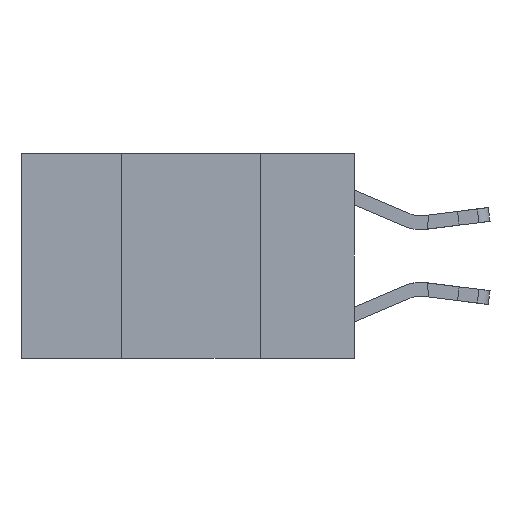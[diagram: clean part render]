
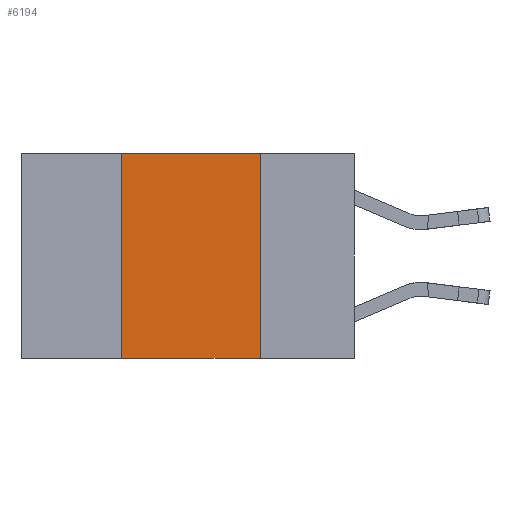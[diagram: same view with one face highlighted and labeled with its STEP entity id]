
A CAD part, left-side view. The second image highlights one B-rep face of the part: STEP entity #6194.
In plain terms, the highlighted planar face has unit normal (-1, 0, 0).
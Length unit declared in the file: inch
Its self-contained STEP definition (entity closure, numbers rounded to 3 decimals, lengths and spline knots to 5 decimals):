
#588 = CARTESIAN_POINT ( 'NONE',  ( 0., 0.42, 0. ) ) ;
#1214 = ORIENTED_EDGE ( 'NONE', *, *, #2761, .F. ) ;
#1280 = LINE ( 'NONE', #10945, #13176 ) ;
#2011 = EDGE_CURVE ( 'NONE', #14300, #4096, #1280, .T. ) ;
#2165 = ORIENTED_EDGE ( 'NONE', *, *, #5590, .T. ) ;
#2252 = VECTOR ( 'NONE', #14417, 39.37008 ) ;
#2559 = DIRECTION ( 'NONE',  ( 0., 0., 1. ) ) ;
#2761 = EDGE_CURVE ( 'NONE', #4096, #11789, #14051, .T. ) ;
#2860 = DIRECTION ( 'NONE',  ( 0., 0., -1. ) ) ;
#3426 = LINE ( 'NONE', #7197, #2252 ) ;
#3979 = DIRECTION ( 'NONE',  ( 0., 0., -1. ) ) ;
#4043 = FACE_OUTER_BOUND ( 'NONE', #15212, .T. ) ;
#4096 = VERTEX_POINT ( 'NONE', #588 ) ;
#4480 = AXIS2_PLACEMENT_3D ( 'NONE', #13659, #8580, #2860 ) ;
#4953 = VECTOR ( 'NONE', #3979, 39.37008 ) ;
#5460 = VECTOR ( 'NONE', #11698, 39.37008 ) ;
#5590 = EDGE_CURVE ( 'NONE', #14300, #15234, #3426, .T. ) ;
#5824 = EDGE_CURVE ( 'NONE', #11789, #15234, #14713, .T. ) ;
#6194 = ADVANCED_FACE ( 'NONE', ( #4043 ), #8893, .F. ) ;
#6486 = CARTESIAN_POINT ( 'NONE',  ( 0., 0.17, 0. ) ) ;
#7197 = CARTESIAN_POINT ( 'NONE',  ( 0., 0.6, -0.37 ) ) ;
#8329 = CARTESIAN_POINT ( 'NONE',  ( 0., 0.42, -0.37 ) ) ;
#8580 = DIRECTION ( 'NONE',  ( 1., 0., 0. ) ) ;
#8893 = PLANE ( 'NONE',  #4480 ) ;
#9853 = CARTESIAN_POINT ( 'NONE',  ( 0., 0.17, -0.37 ) ) ;
#10945 = CARTESIAN_POINT ( 'NONE',  ( 0., 0.42, 0. ) ) ;
#11612 = ORIENTED_EDGE ( 'NONE', *, *, #5824, .F. ) ;
#11698 = DIRECTION ( 'NONE',  ( 0., -1., 0. ) ) ;
#11789 = VERTEX_POINT ( 'NONE', #6486 ) ;
#12860 = CARTESIAN_POINT ( 'NONE',  ( 0., 0.6, 0. ) ) ;
#13176 = VECTOR ( 'NONE', #2559, 39.37008 ) ;
#13365 = CARTESIAN_POINT ( 'NONE',  ( 0., 0.17, 0. ) ) ;
#13659 = CARTESIAN_POINT ( 'NONE',  ( 0., 0.6, 0. ) ) ;
#14051 = LINE ( 'NONE', #12860, #5460 ) ;
#14300 = VERTEX_POINT ( 'NONE', #8329 ) ;
#14417 = DIRECTION ( 'NONE',  ( 0., -1., 0. ) ) ;
#14713 = LINE ( 'NONE', #13365, #4953 ) ;
#14987 = ORIENTED_EDGE ( 'NONE', *, *, #2011, .F. ) ;
#15212 = EDGE_LOOP ( 'NONE', ( #11612, #1214, #14987, #2165 ) ) ;
#15234 = VERTEX_POINT ( 'NONE', #9853 ) ;
